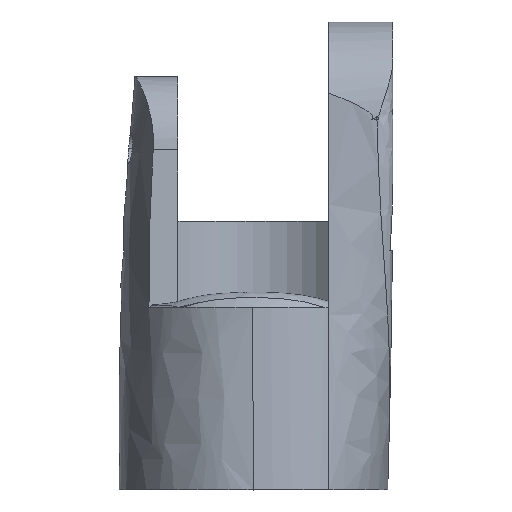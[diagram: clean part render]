
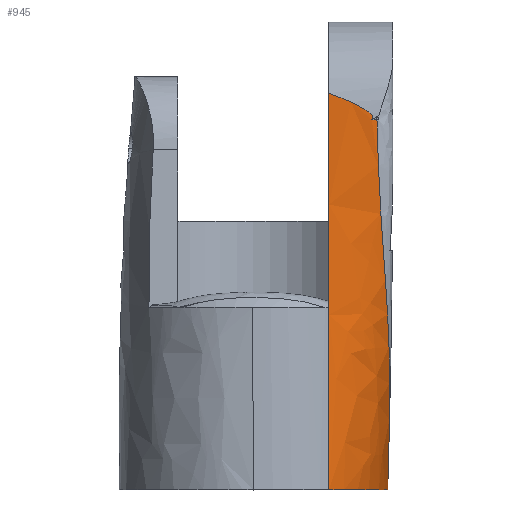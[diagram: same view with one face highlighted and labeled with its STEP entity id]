
A CAD part, top view. The second image highlights one B-rep face of the part: STEP entity #945.
In plain terms, the highlighted free-form (B-spline) face has degree [3, 3] with [4, 5] control points.
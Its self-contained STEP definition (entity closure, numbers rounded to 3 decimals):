
#15 = EDGE_CURVE ( 'NONE', #890, #3163, #2659, .T. ) ;
#24 = CARTESIAN_POINT ( 'NONE',  ( 7.279, 0., 4.971 ) ) ;
#31 = CARTESIAN_POINT ( 'NONE',  ( 4.75, 5.173, 8.253 ) ) ;
#32 = VERTEX_POINT ( 'NONE', #24 ) ;
#72 = CARTESIAN_POINT ( 'NONE',  ( 7.285, 23.729, 7.74 ) ) ;
#79 = CARTESIAN_POINT ( 'NONE',  ( 8.572, 7.288, 4.531 ) ) ;
#81 = CARTESIAN_POINT ( 'NONE',  ( 4.75, 14.794, 8.267 ) ) ;
#113 = CARTESIAN_POINT ( 'NONE',  ( 7.449, 23.263, 7.774 ) ) ;
#114 = CARTESIAN_POINT ( 'NONE',  ( 4.75, 24.793, 7.558 ) ) ;
#142 = B_SPLINE_CURVE_WITH_KNOTS ( 'NONE', 3,
 ( #1662, #1707, #1333, #1278, #1261, #451, #418, #320, #241, #72, #3241, #2908, #2888, #2619, #2230, #1906 ),
 .UNSPECIFIED., .F., .F.,
 ( 4, 2, 2, 2, 2, 2, 2, 4 ),
 ( 0., 0., 0., 0., 0., 0.001, 0.002, 0.003 ),
 .UNSPECIFIED. ) ;
#241 = CARTESIAN_POINT ( 'NONE',  ( 7.413, 23.605, 7.752 ) ) ;
#320 = CARTESIAN_POINT ( 'NONE',  ( 7.437, 23.579, 7.755 ) ) ;
#324 = CARTESIAN_POINT ( 'NONE',  ( 4.75, 29.43, 7.04 ) ) ;
#418 = CARTESIAN_POINT ( 'NONE',  ( 7.48, 23.522, 7.759 ) ) ;
#425 = CARTESIAN_POINT ( 'NONE',  ( 8.493, 10.164, 5.801 ) ) ;
#451 = CARTESIAN_POINT ( 'NONE',  ( 7.499, 23.491, 7.762 ) ) ;
#507 = VERTEX_POINT ( 'NONE', #2104 ) ;
#615 = CARTESIAN_POINT ( 'NONE',  ( 6.098, 24.714, 7.721 ) ) ;
#673 = CARTESIAN_POINT ( 'NONE',  ( 6.982, 0., 6.331 ) ) ;
#708 = CARTESIAN_POINT ( 'NONE',  ( 5.78, 14.873, 8.443 ) ) ;
#754 = CARTESIAN_POINT ( 'NONE',  ( 7.031, 5.094, 7.524 ) ) ;
#766 = CARTESIAN_POINT ( 'NONE',  ( 8.31, 13.148, 6.807 ) ) ;
#767 = CARTESIAN_POINT ( 'NONE',  ( 6.083, 29.43, 7.04 ) ) ;
#821 = CARTESIAN_POINT ( 'NONE',  ( 8.357, 0., 3.452 ) ) ;
#844 = CARTESIAN_POINT ( 'NONE',  ( 4.75, 0., 8.083 ) ) ;
#880 = CARTESIAN_POINT ( 'NONE',  ( 8.454, 5.016, 5.669 ) ) ;
#890 = VERTEX_POINT ( 'NONE', #4248 ) ;
#914 = CARTESIAN_POINT ( 'NONE',  ( 7.137, 14.952, 8.466 ) ) ;
#931 = CARTESIAN_POINT ( 'NONE',  ( 7.447, 24.636, 7.883 ) ) ;
#945 = ADVANCED_FACE ( 'NONE', ( #4195 ), #1441, .T. ) ;
#946 = CARTESIAN_POINT ( 'NONE',  ( 7.552, 23.332, 7.772 ) ) ;
#1031 = CARTESIAN_POINT ( 'NONE',  ( 7.417, 29.43, 7.04 ) ) ;
#1060 = CARTESIAN_POINT ( 'NONE',  ( 8.45, 0., 0.336 ) ) ;
#1096 = CARTESIAN_POINT ( 'NONE',  ( 8.475, 0.878, 0.939 ) ) ;
#1102 = CARTESIAN_POINT ( 'NONE',  ( 8.793, 15.032, 8. ) ) ;
#1104 = CARTESIAN_POINT ( 'NONE',  ( 4.75, 0., 8.083 ) ) ;
#1107 = CARTESIAN_POINT ( 'NONE',  ( 8.4, 0., 1.984 ) ) ;
#1114 = CARTESIAN_POINT ( 'NONE',  ( 8.093, 16.203, 7.469 ) ) ;
#1115 = CARTESIAN_POINT ( 'NONE',  ( 8.595, 4.937, 3.576 ) ) ;
#1121 = CARTESIAN_POINT ( 'NONE',  ( 8.45, 0.005, 0.345 ) ) ;
#1128 = CARTESIAN_POINT ( 'NONE',  ( 8.795, 24.557, 8.046 ) ) ;
#1141 = CARTESIAN_POINT ( 'NONE',  ( 8.75, 29.43, 7.04 ) ) ;
#1261 = CARTESIAN_POINT ( 'NONE',  ( 7.52, 23.423, 7.766 ) ) ;
#1278 = CARTESIAN_POINT ( 'NONE',  ( 7.521, 23.385, 7.769 ) ) ;
#1333 = CARTESIAN_POINT ( 'NONE',  ( 7.497, 23.317, 7.772 ) ) ;
#1404 = EDGE_CURVE ( 'NONE', #1909, #507, #3820, .T. ) ;
#1441 = B_SPLINE_SURFACE_WITH_KNOTS ( 'NONE', 3, 3, ( 
 ( #4333, #31, #81, #114, #324 ),
 ( #673, #754, #708, #615, #767 ),
 ( #821, #880, #914, #931, #1031 ),
 ( #1060, #1115, #1102, #1128, #1141 ) ),
 .UNSPECIFIED., .F., .F., .F.,
 ( 4, 4 ),
 ( 4, 1, 4 ),
 ( 0., 1. ),
 ( 0., 0.531, 1. ),
 .UNSPECIFIED. ) ;
#1449 = CARTESIAN_POINT ( 'NONE',  ( 8.45, 0.005, 0.345 ) ) ;
#1476 = CARTESIAN_POINT ( 'NONE',  ( 7.812, 21.36, 7.888 ) ) ;
#1502 = CARTESIAN_POINT ( 'NONE',  ( 8.001, 0., 3.559 ) ) ;
#1544 = CARTESIAN_POINT ( 'NONE',  ( 8.45, 0.005, 0.345 ) ) ;
#1614 = ORIENTED_EDGE ( 'NONE', *, *, #3151, .F. ) ;
#1662 = CARTESIAN_POINT ( 'NONE',  ( 7.449, 23.263, 7.774 ) ) ;
#1707 = CARTESIAN_POINT ( 'NONE',  ( 7.474, 23.288, 7.773 ) ) ;
#1776 = CARTESIAN_POINT ( 'NONE',  ( 4.75, 24.946, 7.483 ) ) ;
#1797 = CARTESIAN_POINT ( 'NONE',  ( 8.54, 3.575, 2.567 ) ) ;
#1906 = CARTESIAN_POINT ( 'NONE',  ( 4.75, 24.946, 7.483 ) ) ;
#1909 = VERTEX_POINT ( 'NONE', #844 ) ;
#2005 =( BOUNDED_CURVE ( )  B_SPLINE_CURVE ( 3, ( #1121, #1107, #1502, #3889 ),
 .UNSPECIFIED., .F., .T. ) 
 B_SPLINE_CURVE_WITH_KNOTS ( ( 4, 4 ),
 ( 4.748, 5.246 ),
 .UNSPECIFIED. ) 
 CURVE ( )  GEOMETRIC_REPRESENTATION_ITEM ( )  RATIONAL_B_SPLINE_CURVE ( ( 1., 0.979, 0.979, 1. ) ) 
 REPRESENTATION_ITEM ( '' )  );
#2048 = EDGE_CURVE ( 'NONE', #3163, #507, #142, .T. ) ;
#2104 = CARTESIAN_POINT ( 'NONE',  ( 4.75, 24.946, 7.483 ) ) ;
#2126 = CARTESIAN_POINT ( 'NONE',  ( 8.573, 6.347, 4.063 ) ) ;
#2143 = CARTESIAN_POINT ( 'NONE',  ( 4.75, 13.344, 8.265 ) ) ;
#2230 = CARTESIAN_POINT ( 'NONE',  ( 5.283, 24.762, 7.541 ) ) ;
#2278 = ORIENTED_EDGE ( 'NONE', *, *, #4239, .T. ) ;
#2333 = EDGE_CURVE ( 'NONE', #1909, #32, #4188, .T. ) ;
#2438 = B_SPLINE_CURVE_WITH_KNOTS ( 'NONE', 3,
 ( #1449, #1096, #3848, #1797, #4190, #2126, #79, #2461, #425, #2805, #766, #3141, #1114, #3503, #1476, #3860 ),
 .UNSPECIFIED., .F., .F.,
 ( 4, 2, 2, 2, 2, 2, 2, 4 ),
 ( 0., 0.003, 0.006, 0.009, 0.013, 0.016, 0.019, 0.025 ),
 .UNSPECIFIED. ) ;
#2461 = CARTESIAN_POINT ( 'NONE',  ( 8.532, 9.196, 5.4 ) ) ;
#2619 = CARTESIAN_POINT ( 'NONE',  ( 5.808, 24.552, 7.599 ) ) ;
#2659 = B_SPLINE_CURVE_WITH_KNOTS ( 'NONE', 3,
 ( #3307, #3340, #946, #3628 ),
 .UNSPECIFIED., .F., .F.,
 ( 4, 4 ),
 ( 0.001, 0.002 ),
 .UNSPECIFIED. ) ;
#2805 = CARTESIAN_POINT ( 'NONE',  ( 8.382, 12.139, 6.505 ) ) ;
#2888 = CARTESIAN_POINT ( 'NONE',  ( 6.566, 24.176, 7.675 ) ) ;
#2908 = CARTESIAN_POINT ( 'NONE',  ( 6.815, 24.042, 7.699 ) ) ;
#2957 = CARTESIAN_POINT ( 'NONE',  ( 4.75, 0., 8.083 ) ) ;
#3141 = CARTESIAN_POINT ( 'NONE',  ( 8.165, 15.181, 7.288 ) ) ;
#3144 = CARTESIAN_POINT ( 'NONE',  ( 4.75, 5.173, 8.253 ) ) ;
#3151 = EDGE_CURVE ( 'NONE', #3283, #32, #2005, .T. ) ;
#3163 = VERTEX_POINT ( 'NONE', #113 ) ;
#3241 = CARTESIAN_POINT ( 'NONE',  ( 7.169, 23.81, 7.731 ) ) ;
#3283 = VERTEX_POINT ( 'NONE', #1544 ) ;
#3307 = CARTESIAN_POINT ( 'NONE',  ( 7.768, 23.452, 7.769 ) ) ;
#3340 = CARTESIAN_POINT ( 'NONE',  ( 7.658, 23.396, 7.771 ) ) ;
#3463 = CARTESIAN_POINT ( 'NONE',  ( 4.75, 21.787, 7.755 ) ) ;
#3503 = CARTESIAN_POINT ( 'NONE',  ( 7.902, 19.285, 7.85 ) ) ;
#3514 = ORIENTED_EDGE ( 'NONE', *, *, #15, .T. ) ;
#3622 = EDGE_LOOP ( 'NONE', ( #1614, #2278, #3514, #4423, #4167, #3779 ) ) ;
#3628 = CARTESIAN_POINT ( 'NONE',  ( 7.449, 23.263, 7.774 ) ) ;
#3779 = ORIENTED_EDGE ( 'NONE', *, *, #2333, .T. ) ;
#3820 = B_SPLINE_CURVE_WITH_KNOTS ( 'NONE', 3,
 ( #1104, #3144, #2143, #3463, #1776 ),
 .UNSPECIFIED., .F., .F.,
 ( 4, 1, 4 ),
 ( 0., 0.531, 0.849 ),
 .UNSPECIFIED. ) ;
#3848 = CARTESIAN_POINT ( 'NONE',  ( 8.499, 1.768, 1.496 ) ) ;
#3860 = CARTESIAN_POINT ( 'NONE',  ( 7.768, 23.452, 7.769 ) ) ;
#3889 = CARTESIAN_POINT ( 'NONE',  ( 7.279, 0., 4.971 ) ) ;
#4167 = ORIENTED_EDGE ( 'NONE', *, *, #1404, .F. ) ;
#4188 =( BOUNDED_CURVE ( )  B_SPLINE_CURVE ( 3, ( #2957, #4235, #4206, #4403 ),
 .UNSPECIFIED., .F., .T. ) 
 B_SPLINE_CURVE_WITH_KNOTS ( ( 4, 4 ),
 ( 0.597, 1.037 ),
 .UNSPECIFIED. ) 
 CURVE ( )  GEOMETRIC_REPRESENTATION_ITEM ( )  RATIONAL_B_SPLINE_CURVE ( ( 1., 0.984, 0.984, 1. ) ) 
 REPRESENTATION_ITEM ( '' )  );
#4190 = CARTESIAN_POINT ( 'NONE',  ( 8.557, 4.491, 3.081 ) ) ;
#4195 = FACE_OUTER_BOUND ( 'NONE', #3622, .T. ) ;
#4206 = CARTESIAN_POINT ( 'NONE',  ( 6.642, 0., 6.216 ) ) ;
#4235 = CARTESIAN_POINT ( 'NONE',  ( 5.785, 0., 7.27 ) ) ;
#4239 = EDGE_CURVE ( 'NONE', #3283, #890, #2438, .T. ) ;
#4248 = CARTESIAN_POINT ( 'NONE',  ( 7.768, 23.452, 7.769 ) ) ;
#4333 = CARTESIAN_POINT ( 'NONE',  ( 4.75, 0., 8.082 ) ) ;
#4403 = CARTESIAN_POINT ( 'NONE',  ( 7.279, 0., 4.971 ) ) ;
#4423 = ORIENTED_EDGE ( 'NONE', *, *, #2048, .T. ) ;
